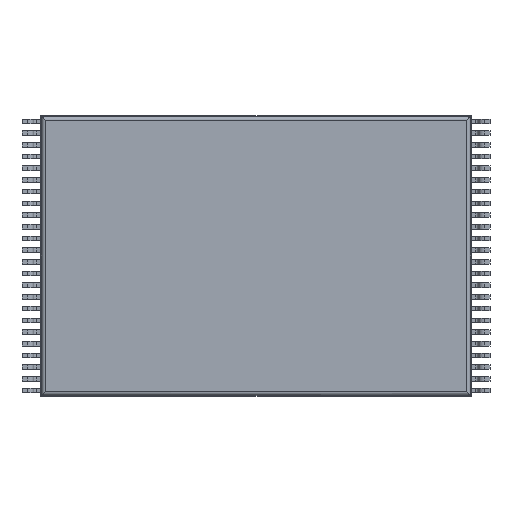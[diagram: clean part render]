
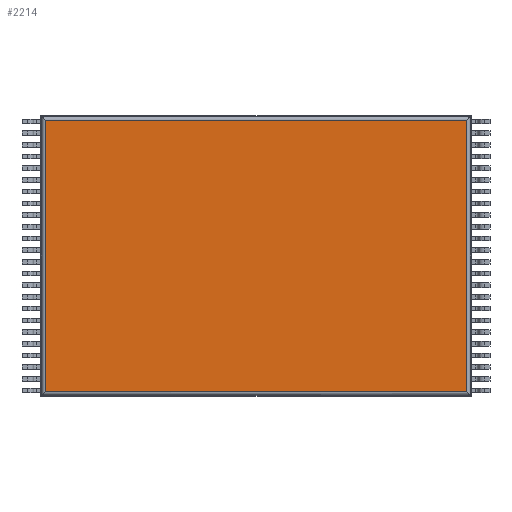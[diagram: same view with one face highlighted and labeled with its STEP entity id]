
A CAD part, front view. The second image highlights one B-rep face of the part: STEP entity #2214.
In plain terms, the highlighted planar face has unit normal (0, -1, 0).
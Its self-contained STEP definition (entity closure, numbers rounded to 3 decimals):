
#246 = LINE ( 'NONE', #10465, #12422 ) ;
#661 = ORIENTED_EDGE ( 'NONE', *, *, #5746, .T. ) ;
#1179 = LINE ( 'NONE', #14678, #13712 ) ;
#2214 = ADVANCED_FACE ( 'NONE', ( #14667 ), #6449, .F. ) ;
#2379 = EDGE_CURVE ( 'NONE', #5548, #13642, #8746, .T. ) ;
#2535 = EDGE_LOOP ( 'NONE', ( #13966, #661, #18948, #6904 ) ) ;
#2794 = VERTEX_POINT ( 'NONE', #3957 ) ;
#3957 = CARTESIAN_POINT ( 'NONE',  ( -9.01, 0.2, 5.81 ) ) ;
#5548 = VERTEX_POINT ( 'NONE', #12998 ) ;
#5746 = EDGE_CURVE ( 'NONE', #14054, #2794, #1179, .T. ) ;
#6340 = DIRECTION ( 'NONE',  ( 0., 1., 0. ) ) ;
#6449 = PLANE ( 'NONE',  #11418 ) ;
#6904 = ORIENTED_EDGE ( 'NONE', *, *, #2379, .T. ) ;
#7414 = EDGE_CURVE ( 'NONE', #13642, #14054, #246, .T. ) ;
#8746 = LINE ( 'NONE', #16750, #15961 ) ;
#10077 = LINE ( 'NONE', #18189, #15759 ) ;
#10465 = CARTESIAN_POINT ( 'NONE',  ( 9.01, 0.2, 5.94 ) ) ;
#11405 = DIRECTION ( 'NONE',  ( -1., 0., 0. ) ) ;
#11418 = AXIS2_PLACEMENT_3D ( 'NONE', #16417, #6340, #16208 ) ;
#12422 = VECTOR ( 'NONE', #13769, 1000. ) ;
#12998 = CARTESIAN_POINT ( 'NONE',  ( -9.01, 0.2, -5.81 ) ) ;
#13642 = VERTEX_POINT ( 'NONE', #20783 ) ;
#13712 = VECTOR ( 'NONE', #11405, 1000. ) ;
#13713 = CARTESIAN_POINT ( 'NONE',  ( 9.01, 0.2, 5.81 ) ) ;
#13769 = DIRECTION ( 'NONE',  ( 0., 0., 1. ) ) ;
#13966 = ORIENTED_EDGE ( 'NONE', *, *, #7414, .T. ) ;
#14054 = VERTEX_POINT ( 'NONE', #13713 ) ;
#14667 = FACE_OUTER_BOUND ( 'NONE', #2535, .T. ) ;
#14678 = CARTESIAN_POINT ( 'NONE',  ( -9.14, 0.2, 5.81 ) ) ;
#14681 = DIRECTION ( 'NONE',  ( 0., 0., -1. ) ) ;
#15008 = DIRECTION ( 'NONE',  ( 1., 0., 0. ) ) ;
#15759 = VECTOR ( 'NONE', #14681, 1000. ) ;
#15961 = VECTOR ( 'NONE', #15008, 1000. ) ;
#16208 = DIRECTION ( 'NONE',  ( 0., 0., 1. ) ) ;
#16417 = CARTESIAN_POINT ( 'NONE',  ( 0., 0.2, 0. ) ) ;
#16750 = CARTESIAN_POINT ( 'NONE',  ( 9.14, 0.2, -5.81 ) ) ;
#18189 = CARTESIAN_POINT ( 'NONE',  ( -9.01, 0.2, -5.94 ) ) ;
#18948 = ORIENTED_EDGE ( 'NONE', *, *, #19346, .T. ) ;
#19346 = EDGE_CURVE ( 'NONE', #2794, #5548, #10077, .T. ) ;
#20783 = CARTESIAN_POINT ( 'NONE',  ( 9.01, 0.2, -5.81 ) ) ;
